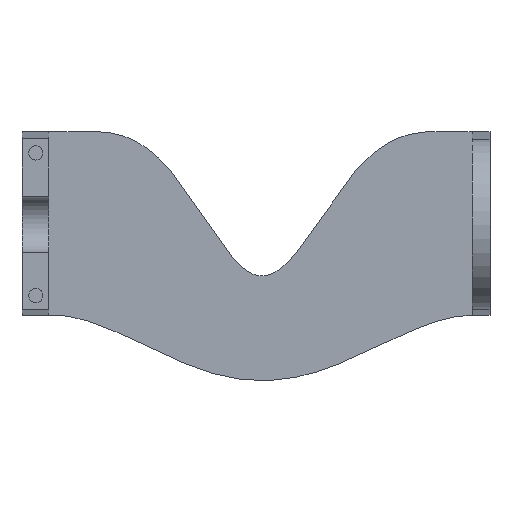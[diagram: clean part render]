
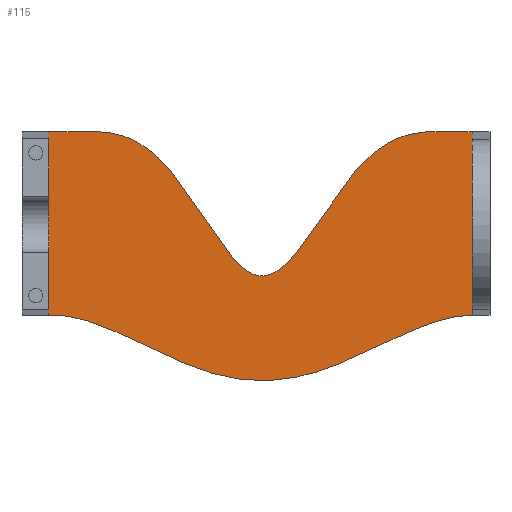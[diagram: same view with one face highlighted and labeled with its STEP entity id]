
A CAD part, front view. The second image highlights one B-rep face of the part: STEP entity #115.
In plain terms, the highlighted planar face has unit normal (0, -1, 0).
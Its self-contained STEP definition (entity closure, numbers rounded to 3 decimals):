
#25=B_SPLINE_CURVE_WITH_KNOTS('',4,(#773,#774,#775,#776,#777,#778,#779),
 .UNSPECIFIED.,.F.,.F.,(5,1,1,5),(0.,0.388,0.618,
1.),.UNSPECIFIED.);
#28=B_SPLINE_CURVE_WITH_KNOTS('',4,(#815,#816,#817,#818,#819),
 .UNSPECIFIED.,.F.,.F.,(5,5),(0.,1.),.UNSPECIFIED.);
#86=FACE_OUTER_BOUND('',#281,.T.);
#115=ADVANCED_FACE('',(#86),#137,.F.);
#137=PLANE('',#551);
#164=LINE('',#758,#210);
#168=LINE('',#767,#214);
#172=LINE('',#797,#219);
#175=LINE('',#803,#222);
#178=LINE('',#809,#225);
#182=LINE('',#833,#230);
#210=VECTOR('',#638,1.);
#214=VECTOR('',#644,1.);
#219=VECTOR('',#651,1.);
#222=VECTOR('',#656,1.);
#225=VECTOR('',#661,1.);
#230=VECTOR('',#668,1.);
#281=EDGE_LOOP('',(#394,#395,#396,#397,#398,#399,#400,#401));
#394=ORIENTED_EDGE('',*,*,#480,.F.);
#395=ORIENTED_EDGE('',*,*,#502,.F.);
#396=ORIENTED_EDGE('',*,*,#499,.F.);
#397=ORIENTED_EDGE('',*,*,#496,.F.);
#398=ORIENTED_EDGE('',*,*,#493,.F.);
#399=ORIENTED_EDGE('',*,*,#490,.F.);
#400=ORIENTED_EDGE('',*,*,#487,.F.);
#401=ORIENTED_EDGE('',*,*,#484,.F.);
#428=VERTEX_POINT('',#759);
#429=VERTEX_POINT('',#760);
#432=VERTEX_POINT('',#768);
#434=VERTEX_POINT('',#780);
#436=VERTEX_POINT('',#798);
#438=VERTEX_POINT('',#804);
#440=VERTEX_POINT('',#810);
#442=VERTEX_POINT('',#820);
#480=EDGE_CURVE('',#428,#429,#164,.T.);
#484=EDGE_CURVE('',#429,#432,#168,.T.);
#487=EDGE_CURVE('',#432,#434,#25,.T.);
#490=EDGE_CURVE('',#434,#436,#172,.T.);
#493=EDGE_CURVE('',#436,#438,#175,.T.);
#496=EDGE_CURVE('',#438,#440,#178,.T.);
#499=EDGE_CURVE('',#440,#442,#28,.T.);
#502=EDGE_CURVE('',#442,#428,#182,.T.);
#551=AXIS2_PLACEMENT_3D('',#837,#674,#675);
#638=DIRECTION('',(0.,0.,1.));
#644=DIRECTION('',(1.,0.,0.));
#651=DIRECTION('',(1.,0.,0.));
#656=DIRECTION('',(0.,0.,-1.));
#661=DIRECTION('',(-1.,0.,0.));
#668=DIRECTION('',(-1.,0.,0.));
#674=DIRECTION('',(0.,1.,0.));
#675=DIRECTION('',(0.,0.,1.));
#758=CARTESIAN_POINT('',(-53.284,21.269,-6.535));
#759=CARTESIAN_POINT('',(-53.284,21.269,-6.535));
#760=CARTESIAN_POINT('',(-53.284,21.269,34.465));
#767=CARTESIAN_POINT('',(-53.284,21.269,34.465));
#768=CARTESIAN_POINT('',(-47.284,21.269,34.465));
#773=CARTESIAN_POINT('',(-47.284,21.269,34.465));
#774=CARTESIAN_POINT('',(-35.766,21.269,33.759));
#775=CARTESIAN_POINT('',(-19.305,21.269,42.927));
#776=CARTESIAN_POINT('',(-0.478,21.269,-40.393));
#777=CARTESIAN_POINT('',(20.794,21.269,41.468));
#778=CARTESIAN_POINT('',(35.814,21.269,33.927));
#779=CARTESIAN_POINT('',(47.289,21.269,34.465));
#780=CARTESIAN_POINT('',(47.289,21.269,34.465));
#797=CARTESIAN_POINT('',(47.289,21.269,34.465));
#798=CARTESIAN_POINT('',(51.289,21.269,34.465));
#803=CARTESIAN_POINT('',(51.289,21.269,34.465));
#804=CARTESIAN_POINT('',(51.289,21.269,-6.535));
#809=CARTESIAN_POINT('',(51.289,21.269,-6.535));
#810=CARTESIAN_POINT('',(47.289,21.269,-6.535));
#815=CARTESIAN_POINT('',(47.289,21.269,-6.535));
#816=CARTESIAN_POINT('',(22.289,21.269,-6.826));
#817=CARTESIAN_POINT('',(-0.736,21.269,-46.703));
#818=CARTESIAN_POINT('',(-23.032,21.269,-4.579));
#819=CARTESIAN_POINT('',(-48.284,21.269,-6.535));
#820=CARTESIAN_POINT('',(-48.284,21.269,-6.535));
#833=CARTESIAN_POINT('',(-48.284,21.269,-6.535));
#837=CARTESIAN_POINT('',(0.036,21.269,2.293));
